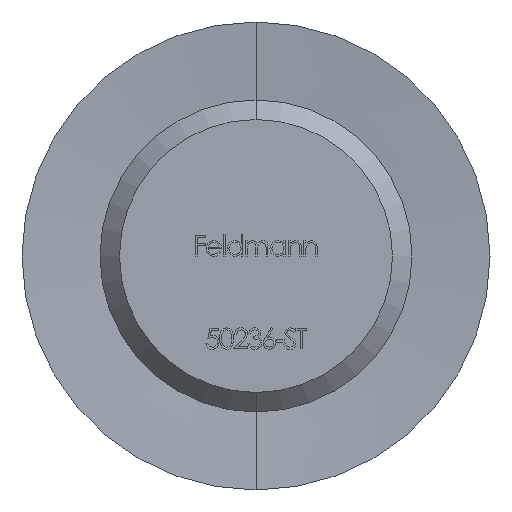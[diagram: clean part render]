
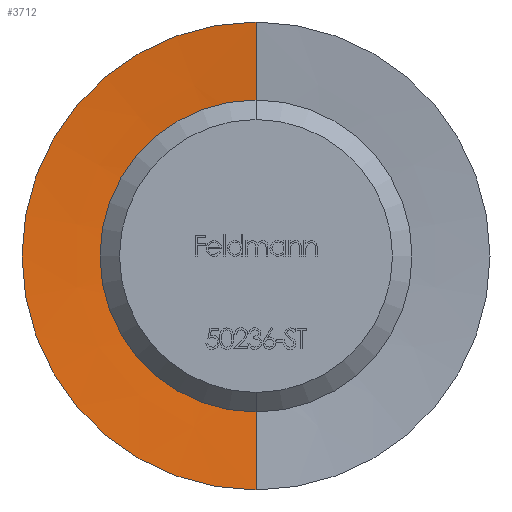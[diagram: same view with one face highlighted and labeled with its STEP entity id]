
A CAD part, front view. The second image highlights one B-rep face of the part: STEP entity #3712.
In plain terms, the highlighted conical face has half-angle 85 degrees and reference radius 3.32 mm.
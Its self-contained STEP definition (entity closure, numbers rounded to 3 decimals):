
#148 = DIRECTION ( 'NONE',  ( 0., 0., -1. ) ) ;
#770 = DIRECTION ( 'NONE',  ( 0., -0.087, 0.996 ) ) ;
#1030 = CARTESIAN_POINT ( 'NONE',  ( 0., 0., 0. ) ) ;
#1320 = LINE ( 'NONE', #2313, #1636 ) ;
#1460 = EDGE_CURVE ( 'NONE', #1936, #11788, #4849, .T. ) ;
#1636 = VECTOR ( 'NONE', #6260, 1000. ) ;
#1936 = VERTEX_POINT ( 'NONE', #8329 ) ;
#2313 = CARTESIAN_POINT ( 'NONE',  ( 0., 0.234, -3.32 ) ) ;
#2512 = AXIS2_PLACEMENT_3D ( 'NONE', #6892, #8840, #11851 ) ;
#3430 = VERTEX_POINT ( 'NONE', #8519 ) ;
#3712 = ADVANCED_FACE ( 'NONE', ( #11557 ), #5955, .F. ) ;
#3946 = DIRECTION ( 'NONE',  ( 0., -1., 0. ) ) ;
#3948 = LINE ( 'NONE', #5660, #9344 ) ;
#4164 = ORIENTED_EDGE ( 'NONE', *, *, #11365, .F. ) ;
#4414 = CARTESIAN_POINT ( 'NONE',  ( 0., 0., -6. ) ) ;
#4525 = EDGE_LOOP ( 'NONE', ( #4164, #6306, #10614, #8456 ) ) ;
#4849 = CIRCLE ( 'NONE', #12546, 6. ) ;
#5167 = AXIS2_PLACEMENT_3D ( 'NONE', #7941, #8001, #148 ) ;
#5660 = CARTESIAN_POINT ( 'NONE',  ( 0., 0.234, 3.32 ) ) ;
#5955 = CONICAL_SURFACE ( 'NONE', #5167, 3.32, 1.484 ) ;
#6260 = DIRECTION ( 'NONE',  ( 0., -0.087, -0.996 ) ) ;
#6306 = ORIENTED_EDGE ( 'NONE', *, *, #6855, .T. ) ;
#6855 = EDGE_CURVE ( 'NONE', #11286, #1936, #3948, .T. ) ;
#6892 = CARTESIAN_POINT ( 'NONE',  ( 0., 0.234, 0. ) ) ;
#6976 = CARTESIAN_POINT ( 'NONE',  ( 0., 0.234, 3.32 ) ) ;
#7941 = CARTESIAN_POINT ( 'NONE',  ( 0., 0.234, 0. ) ) ;
#8001 = DIRECTION ( 'NONE',  ( 0., -1., 0. ) ) ;
#8329 = CARTESIAN_POINT ( 'NONE',  ( 0., 0., 6. ) ) ;
#8456 = ORIENTED_EDGE ( 'NONE', *, *, #12221, .F. ) ;
#8519 = CARTESIAN_POINT ( 'NONE',  ( 0., 0.234, -3.32 ) ) ;
#8840 = DIRECTION ( 'NONE',  ( 0., -1., 0. ) ) ;
#9026 = DIRECTION ( 'NONE',  ( 0., 0., -1. ) ) ;
#9344 = VECTOR ( 'NONE', #770, 1000. ) ;
#9491 = CIRCLE ( 'NONE', #2512, 3.32 ) ;
#10614 = ORIENTED_EDGE ( 'NONE', *, *, #1460, .T. ) ;
#11286 = VERTEX_POINT ( 'NONE', #6976 ) ;
#11365 = EDGE_CURVE ( 'NONE', #11286, #3430, #9491, .T. ) ;
#11557 = FACE_OUTER_BOUND ( 'NONE', #4525, .T. ) ;
#11788 = VERTEX_POINT ( 'NONE', #4414 ) ;
#11851 = DIRECTION ( 'NONE',  ( 0., 0., -1. ) ) ;
#12221 = EDGE_CURVE ( 'NONE', #3430, #11788, #1320, .T. ) ;
#12546 = AXIS2_PLACEMENT_3D ( 'NONE', #1030, #3946, #9026 ) ;
